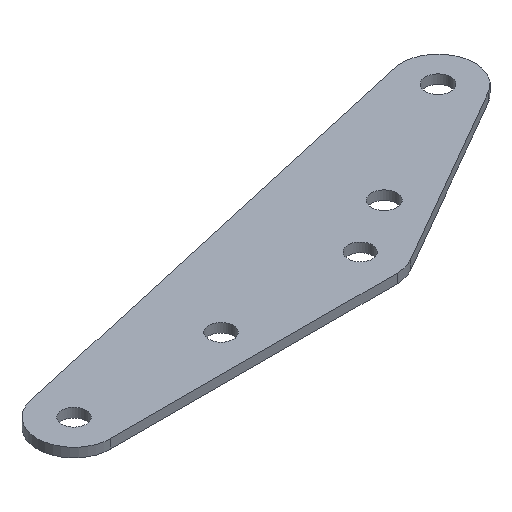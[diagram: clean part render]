
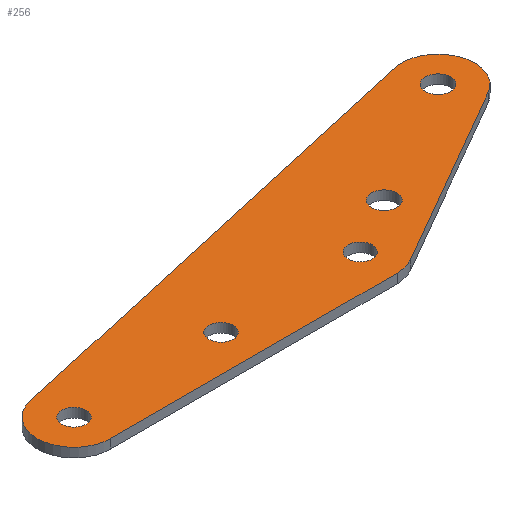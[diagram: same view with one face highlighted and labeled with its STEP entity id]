
A CAD part, isometric view. The second image highlights one B-rep face of the part: STEP entity #256.
In plain terms, the highlighted planar face has unit normal (0, 0, 1).
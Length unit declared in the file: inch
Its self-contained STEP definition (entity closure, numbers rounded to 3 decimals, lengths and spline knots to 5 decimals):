
#15=FACE_BOUND('',#55,.T.);
#16=FACE_BOUND('',#56,.T.);
#17=FACE_BOUND('',#57,.T.);
#18=FACE_BOUND('',#58,.T.);
#19=FACE_BOUND('',#59,.T.);
#28=PLANE('',#307);
#41=FACE_OUTER_BOUND('',#54,.T.);
#54=EDGE_LOOP('',(#215,#216,#217,#218,#219,#220));
#55=EDGE_LOOP('',(#221));
#56=EDGE_LOOP('',(#222));
#57=EDGE_LOOP('',(#223));
#58=EDGE_LOOP('',(#224));
#59=EDGE_LOOP('',(#225));
#73=LINE('',#424,#90);
#77=LINE('',#436,#94);
#81=LINE('',#448,#98);
#90=VECTOR('',#350,0.3937);
#94=VECTOR('',#362,0.3937);
#98=VECTOR('',#374,0.3937);
#100=CIRCLE('',#281,0.086);
#102=CIRCLE('',#284,0.086);
#104=CIRCLE('',#287,0.0825);
#106=CIRCLE('',#290,0.0825);
#108=CIRCLE('',#293,0.0825);
#111=CIRCLE('',#298,0.25);
#113=CIRCLE('',#302,0.25);
#115=CIRCLE('',#306,0.25);
#116=VERTEX_POINT('',#388);
#118=VERTEX_POINT('',#394);
#120=VERTEX_POINT('',#400);
#122=VERTEX_POINT('',#406);
#124=VERTEX_POINT('',#412);
#128=VERTEX_POINT('',#421);
#129=VERTEX_POINT('',#423);
#131=VERTEX_POINT('',#429);
#133=VERTEX_POINT('',#435);
#135=VERTEX_POINT('',#441);
#137=VERTEX_POINT('',#447);
#138=EDGE_CURVE('',#116,#116,#100,.T.);
#141=EDGE_CURVE('',#118,#118,#102,.T.);
#144=EDGE_CURVE('',#120,#120,#104,.T.);
#147=EDGE_CURVE('',#122,#122,#106,.T.);
#150=EDGE_CURVE('',#124,#124,#108,.T.);
#155=EDGE_CURVE('',#129,#128,#73,.T.);
#158=EDGE_CURVE('',#131,#129,#111,.T.);
#161=EDGE_CURVE('',#133,#131,#77,.T.);
#164=EDGE_CURVE('',#135,#133,#113,.T.);
#167=EDGE_CURVE('',#137,#135,#81,.T.);
#170=EDGE_CURVE('',#128,#137,#115,.T.);
#215=ORIENTED_EDGE('',*,*,#170,.T.);
#216=ORIENTED_EDGE('',*,*,#167,.T.);
#217=ORIENTED_EDGE('',*,*,#164,.T.);
#218=ORIENTED_EDGE('',*,*,#161,.T.);
#219=ORIENTED_EDGE('',*,*,#158,.T.);
#220=ORIENTED_EDGE('',*,*,#155,.T.);
#221=ORIENTED_EDGE('',*,*,#150,.T.);
#222=ORIENTED_EDGE('',*,*,#147,.T.);
#223=ORIENTED_EDGE('',*,*,#144,.T.);
#224=ORIENTED_EDGE('',*,*,#141,.T.);
#225=ORIENTED_EDGE('',*,*,#138,.T.);
#256=ADVANCED_FACE('',(#41,#15,#16,#17,#18,#19),#28,.T.);
#281=AXIS2_PLACEMENT_3D('',#389,#313,#314);
#284=AXIS2_PLACEMENT_3D('',#395,#320,#321);
#287=AXIS2_PLACEMENT_3D('',#401,#327,#328);
#290=AXIS2_PLACEMENT_3D('',#407,#334,#335);
#293=AXIS2_PLACEMENT_3D('',#413,#341,#342);
#298=AXIS2_PLACEMENT_3D('',#430,#356,#357);
#302=AXIS2_PLACEMENT_3D('',#442,#368,#369);
#306=AXIS2_PLACEMENT_3D('',#452,#380,#381);
#307=AXIS2_PLACEMENT_3D('',#453,#382,#383);
#313=DIRECTION('center_axis',(0.,0.,-1.));
#314=DIRECTION('ref_axis',(-1.,0.,0.));
#320=DIRECTION('center_axis',(0.,0.,-1.));
#321=DIRECTION('ref_axis',(-1.,0.,0.));
#327=DIRECTION('center_axis',(0.,0.,-1.));
#328=DIRECTION('ref_axis',(-1.,0.,0.));
#334=DIRECTION('center_axis',(0.,0.,-1.));
#335=DIRECTION('ref_axis',(-1.,0.,0.));
#341=DIRECTION('center_axis',(0.,0.,-1.));
#342=DIRECTION('ref_axis',(-1.,0.,0.));
#350=DIRECTION('',(0.866,0.5,0.));
#356=DIRECTION('center_axis',(0.,0.,1.));
#357=DIRECTION('ref_axis',(0.,-1.,0.));
#362=DIRECTION('',(1.,0.,0.));
#368=DIRECTION('center_axis',(0.,0.,1.));
#369=DIRECTION('ref_axis',(-0.22,0.975,0.));
#374=DIRECTION('',(-0.975,-0.22,0.));
#380=DIRECTION('center_axis',(0.,0.,1.));
#381=DIRECTION('ref_axis',(0.5,-0.866,0.));
#382=DIRECTION('center_axis',(0.,0.,1.));
#383=DIRECTION('ref_axis',(1.,0.,0.));
#388=CARTESIAN_POINT('',(1.91792,0.22291,0.0625));
#389=CARTESIAN_POINT('Origin',(1.83192,0.22291,0.0625));
#394=CARTESIAN_POINT('',(2.78394,0.72291,0.0625));
#395=CARTESIAN_POINT('Origin',(2.69794,0.72291,0.0625));
#400=CARTESIAN_POINT('',(-0.4175,0.,0.0625));
#401=CARTESIAN_POINT('Origin',(-0.5,0.,0.0625));
#406=CARTESIAN_POINT('',(0.5825,0.,0.0625));
#407=CARTESIAN_POINT('Origin',(0.5,0.,0.0625));
#412=CARTESIAN_POINT('',(1.52832,0.,0.0625));
#413=CARTESIAN_POINT('Origin',(1.44582,0.,0.0625));
#421=CARTESIAN_POINT('',(2.82294,0.50641,0.0625));
#423=CARTESIAN_POINT('',(1.57082,-0.21651,0.0625));
#424=CARTESIAN_POINT('',(1.57082,-0.21651,0.0625));
#429=CARTESIAN_POINT('',(1.44582,-0.25,0.0625));
#430=CARTESIAN_POINT('Origin',(1.44582,0.,0.0625));
#435=CARTESIAN_POINT('',(-0.5,-0.25,0.0625));
#436=CARTESIAN_POINT('',(-0.5,-0.25,0.0625));
#441=CARTESIAN_POINT('',(-0.55512,0.24385,0.0625));
#442=CARTESIAN_POINT('Origin',(-0.5,0.,0.0625));
#447=CARTESIAN_POINT('',(2.64282,0.96676,0.0625));
#448=CARTESIAN_POINT('',(2.64282,0.96676,0.0625));
#452=CARTESIAN_POINT('Origin',(2.69794,0.72291,0.0625));
#453=CARTESIAN_POINT('Origin',(1.09897,0.36146,0.0625));
